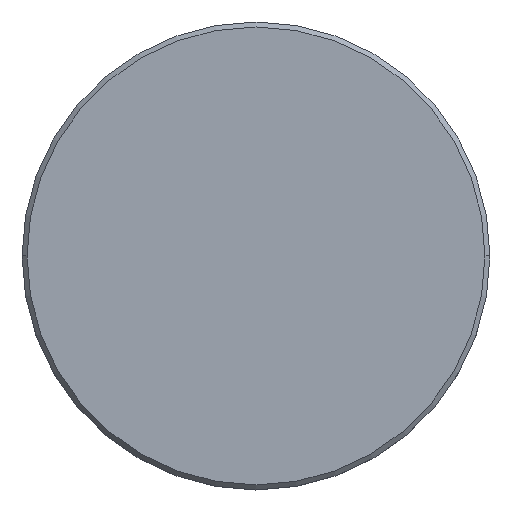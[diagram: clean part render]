
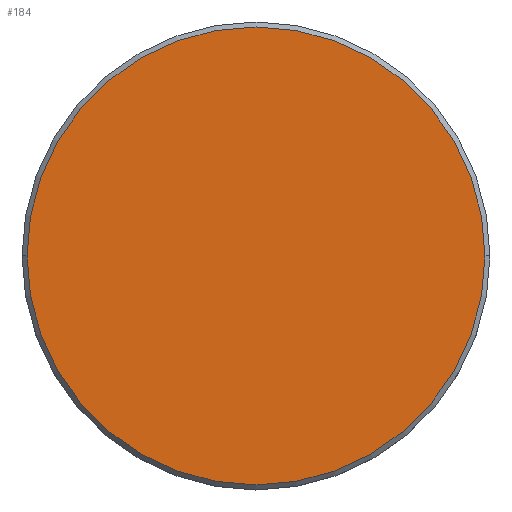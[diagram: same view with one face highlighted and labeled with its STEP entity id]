
A CAD part, top view. The second image highlights one B-rep face of the part: STEP entity #184.
In plain terms, the highlighted planar face has unit normal (0, 0, 1).
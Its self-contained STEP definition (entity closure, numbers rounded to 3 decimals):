
#111 = DIRECTION ( 'NONE',  ( 0., 0., 1. ) ) ;
#117 = ORIENTED_EDGE ( 'NONE', *, *, #526, .T. ) ;
#154 = DIRECTION ( 'NONE',  ( 1., 0., 0. ) ) ;
#184 = ADVANCED_FACE ( 'NONE', ( #375 ), #555, .T. ) ;
#375 = FACE_OUTER_BOUND ( 'NONE', #911, .T. ) ;
#379 = AXIS2_PLACEMENT_3D ( 'NONE', #556, #649, #1179 ) ;
#402 = VERTEX_POINT ( 'NONE', #882 ) ;
#491 = ORIENTED_EDGE ( 'NONE', *, *, #835, .T. ) ;
#526 = EDGE_CURVE ( 'NONE', #916, #402, #529, .T. ) ;
#529 = CIRCLE ( 'NONE', #1064, 23. ) ;
#555 = PLANE ( 'NONE',  #1142 ) ;
#556 = CARTESIAN_POINT ( 'NONE',  ( 0., 0., 0. ) ) ;
#649 = DIRECTION ( 'NONE',  ( 0., 0., 1. ) ) ;
#654 = CIRCLE ( 'NONE', #379, 23. ) ;
#657 = CARTESIAN_POINT ( 'NONE',  ( 0., 0., 0. ) ) ;
#739 = CARTESIAN_POINT ( 'NONE',  ( 0., 0., 0. ) ) ;
#835 = EDGE_CURVE ( 'NONE', #402, #916, #654, .T. ) ;
#850 = DIRECTION ( 'NONE',  ( 1., 0., 0. ) ) ;
#882 = CARTESIAN_POINT ( 'NONE',  ( -23., 0., 0. ) ) ;
#911 = EDGE_LOOP ( 'NONE', ( #491, #117 ) ) ;
#916 = VERTEX_POINT ( 'NONE', #1014 ) ;
#968 = DIRECTION ( 'NONE',  ( 0., 0., 1. ) ) ;
#1014 = CARTESIAN_POINT ( 'NONE',  ( 23., 0., 0. ) ) ;
#1064 = AXIS2_PLACEMENT_3D ( 'NONE', #739, #968, #154 ) ;
#1142 = AXIS2_PLACEMENT_3D ( 'NONE', #657, #111, #850 ) ;
#1179 = DIRECTION ( 'NONE',  ( 1., 0., 0. ) ) ;
